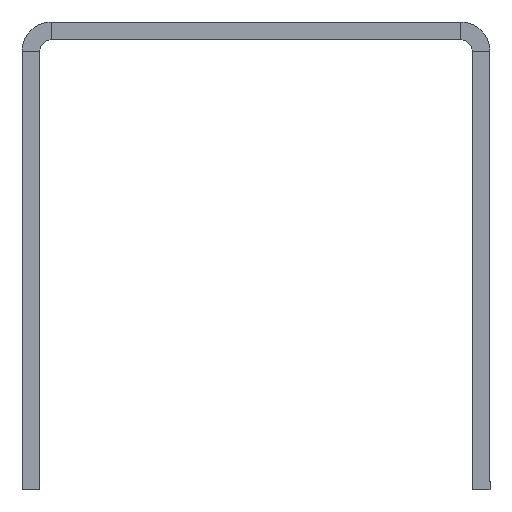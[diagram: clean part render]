
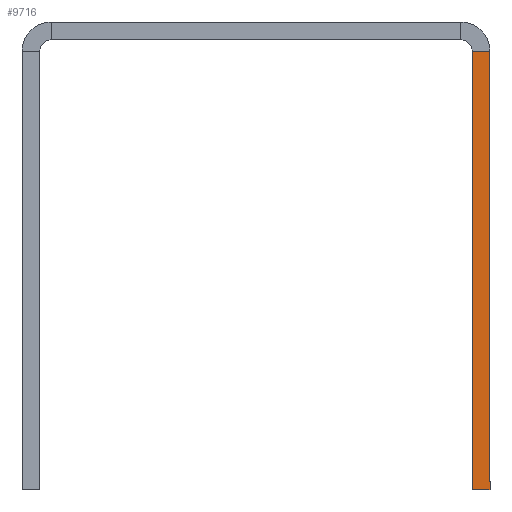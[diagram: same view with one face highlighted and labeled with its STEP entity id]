
A CAD part, front view. The second image highlights one B-rep face of the part: STEP entity #9716.
In plain terms, the highlighted planar face has unit normal (0, -1, 0).
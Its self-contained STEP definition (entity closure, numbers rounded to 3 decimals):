
#251 = VECTOR ( 'NONE', #4414, 1000. ) ;
#1191 = CARTESIAN_POINT ( 'NONE',  ( 40., 0., -1.5 ) ) ;
#1673 = VECTOR ( 'NONE', #11198, 1000. ) ;
#1791 = EDGE_CURVE ( 'NONE', #18088, #17350, #17043, .T. ) ;
#3556 = CARTESIAN_POINT ( 'NONE',  ( 40., 0., -1.5 ) ) ;
#4414 = DIRECTION ( 'NONE',  ( 1., 0., 0. ) ) ;
#4580 = CARTESIAN_POINT ( 'NONE',  ( 40., 0., -40. ) ) ;
#5527 = FACE_OUTER_BOUND ( 'NONE', #15112, .T. ) ;
#6576 = LINE ( 'NONE', #18956, #1673 ) ;
#6842 = ORIENTED_EDGE ( 'NONE', *, *, #17413, .F. ) ;
#6887 = DIRECTION ( 'NONE',  ( -1., 0., 0. ) ) ;
#7178 = LINE ( 'NONE', #16119, #14547 ) ;
#7621 = EDGE_CURVE ( 'NONE', #11716, #17350, #11787, .T. ) ;
#8568 = AXIS2_PLACEMENT_3D ( 'NONE', #1191, #16258, #17827 ) ;
#9560 = DIRECTION ( 'NONE',  ( 0., 0., 1. ) ) ;
#9716 = ADVANCED_FACE ( 'NONE', ( #5527 ), #15961, .T. ) ;
#10013 = CARTESIAN_POINT ( 'NONE',  ( 38.5, 0., -2.5 ) ) ;
#10130 = EDGE_CURVE ( 'NONE', #18088, #18601, #7178, .T. ) ;
#10323 = CARTESIAN_POINT ( 'NONE',  ( 38.5, 0., -2.5 ) ) ;
#10719 = ORIENTED_EDGE ( 'NONE', *, *, #1791, .T. ) ;
#11014 = VECTOR ( 'NONE', #9560, 1000. ) ;
#11198 = DIRECTION ( 'NONE',  ( 0., 0., 1. ) ) ;
#11716 = VERTEX_POINT ( 'NONE', #10013 ) ;
#11787 = LINE ( 'NONE', #10323, #251 ) ;
#12511 = CARTESIAN_POINT ( 'NONE',  ( 38.5, 0., -40. ) ) ;
#14547 = VECTOR ( 'NONE', #6887, 1000. ) ;
#15112 = EDGE_LOOP ( 'NONE', ( #10719, #16713, #6842, #17001 ) ) ;
#15915 = CARTESIAN_POINT ( 'NONE',  ( 40., 0., -2.5 ) ) ;
#15961 = PLANE ( 'NONE',  #8568 ) ;
#16119 = CARTESIAN_POINT ( 'NONE',  ( 40., 0., -40. ) ) ;
#16258 = DIRECTION ( 'NONE',  ( 0., -1., 0. ) ) ;
#16713 = ORIENTED_EDGE ( 'NONE', *, *, #7621, .F. ) ;
#17001 = ORIENTED_EDGE ( 'NONE', *, *, #10130, .F. ) ;
#17043 = LINE ( 'NONE', #3556, #11014 ) ;
#17350 = VERTEX_POINT ( 'NONE', #15915 ) ;
#17413 = EDGE_CURVE ( 'NONE', #18601, #11716, #6576, .T. ) ;
#17827 = DIRECTION ( 'NONE',  ( 0., 0., -1. ) ) ;
#18088 = VERTEX_POINT ( 'NONE', #4580 ) ;
#18601 = VERTEX_POINT ( 'NONE', #12511 ) ;
#18956 = CARTESIAN_POINT ( 'NONE',  ( 38.5, 0., 0. ) ) ;
